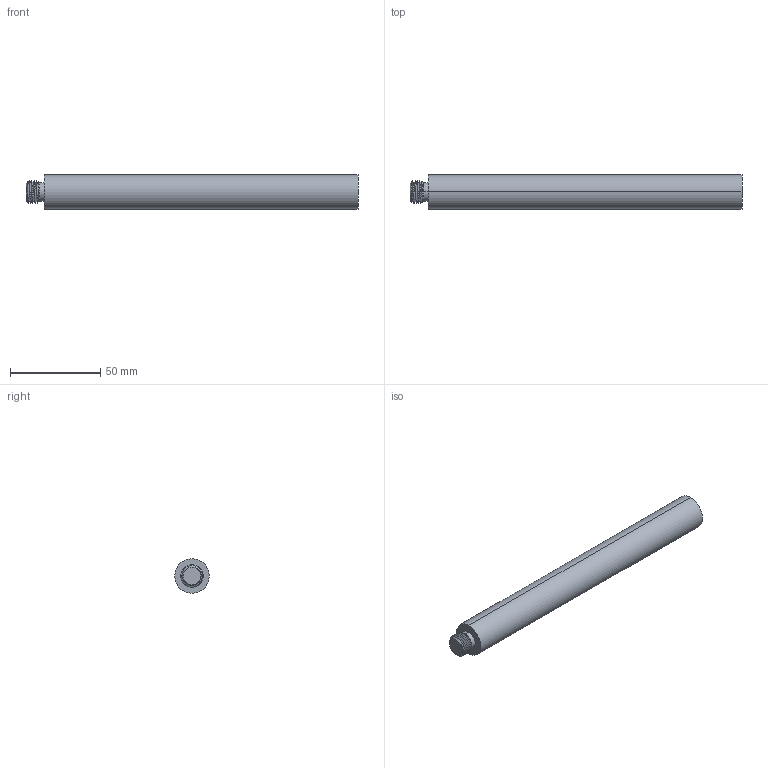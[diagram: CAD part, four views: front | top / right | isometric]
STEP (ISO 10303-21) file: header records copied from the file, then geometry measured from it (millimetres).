
FILE_DESCRIPTION (( 'STEP AP214' ), '1' );
FILE_NAME ('FT2014.STEP', '2025-04-24T15:48:06', ( '' ), ( '' ), 'SwSTEP 2.0', 'SolidWorks 2023', '' );
FILE_SCHEMA (( 'AUTOMOTIVE_DESIGN' ));
Length unit declared in the file: inch
Products named in the file (1): FT2014
Bounding box: 184.15 x 19.05 x 19.05 mm (x, y, z)
Volume: 50539.1 mm3; surface area: 11563.9 mm2
Topology: 1 solids, 1 shells, 14 faces, 30 edges, 19 vertices
Faces by surface type: cone 5, cylinder 4, plane 3, bspline 2
Entity records: 1203 total; most frequent: CARTESIAN_POINT 892, ORIENTED_EDGE 60, DIRECTION 56, EDGE_CURVE 30, AXIS2_PLACEMENT_3D 24, VERTEX_POINT 19, EDGE_LOOP 15, FACE_OUTER_BOUND 14
